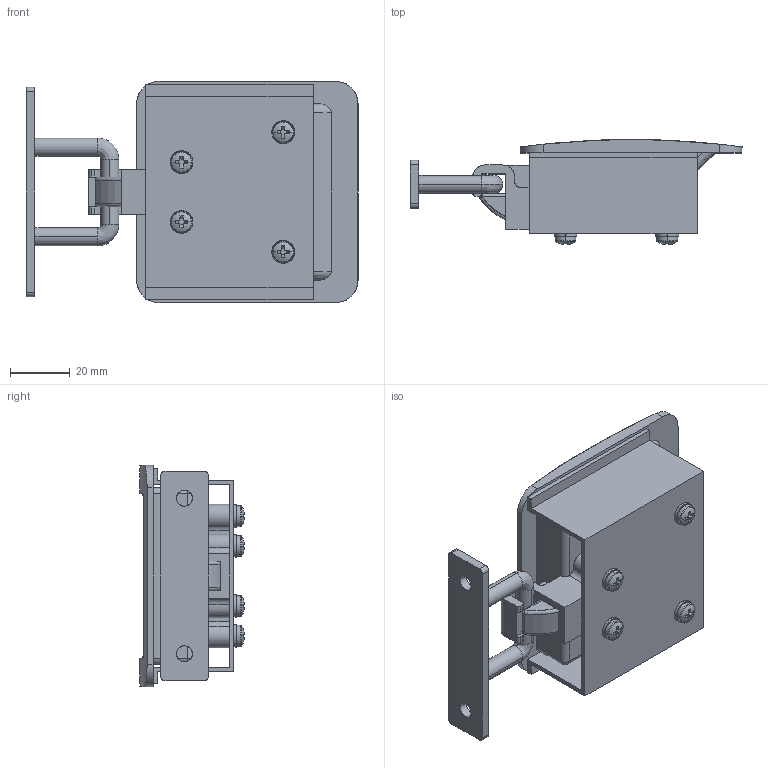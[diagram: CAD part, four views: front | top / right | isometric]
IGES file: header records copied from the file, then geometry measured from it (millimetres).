
Start section: SolidWorks IGES file using analytic representation for surfaces
Global section: file name: A-1252-2.IGS,15; native system: HSolidWorks 2011; preprocessor: SolidWorks 2011; author: 1337yo; date: 120123.142421; units: millimetre
Bounding box: 111 x 35.06 x 74 mm (x, y, z)
Surface area: 51620.3 mm2 (no closed solid volume)
Topology: 0 solids, 0 shells, 469 faces, 5832 edges, 5824 vertices
Faces by surface type: bspline 250, revolution 219
